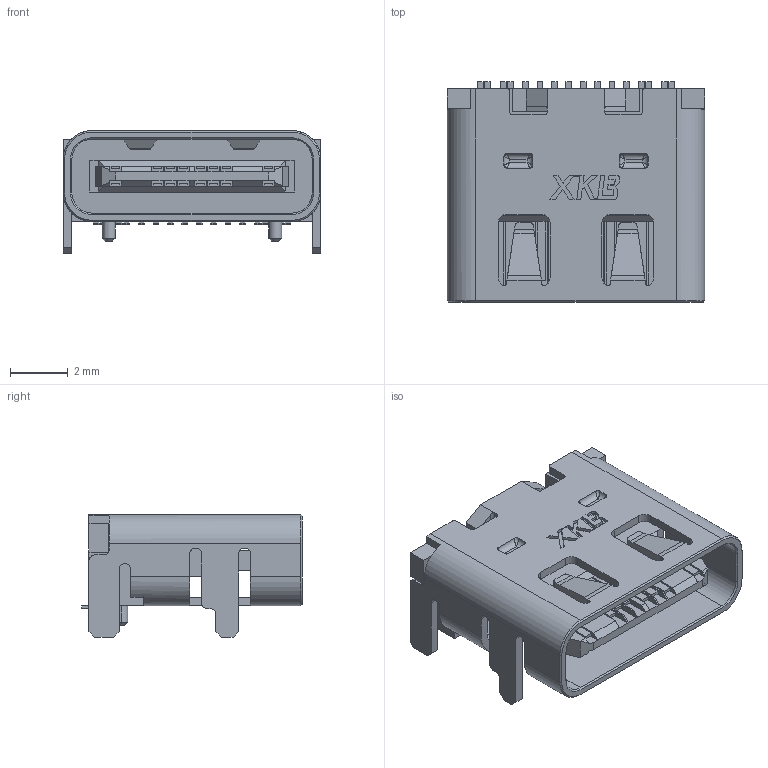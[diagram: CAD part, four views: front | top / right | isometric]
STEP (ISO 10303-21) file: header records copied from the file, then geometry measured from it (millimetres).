
FILE_DESCRIPTION((''),'2;1');
FILE_NAME('JACK-USBC-163SMT-4BLS1735_ASM','2022-11-11T08:50:49',('jirenqiang'),(''),'CREO PARAMETRIC BY PTC INC, 2018050','CREO PARAMETRIC BY PTC INC, 2018050','');
FILE_SCHEMA(('CONFIG_CONTROL_DESIGN'));
Length unit declared in the file: millimetre
Products named in the file (30): COMPOUND; COMPOUND-2; COMPOUND_3; COMPOUND-4; COMPOUND-5; COMPOUND_6_1; COMPOUND_7_1; COMPOUND-8_1; COMPOUND-9_1; COMPOUND-870_10_1; COMPOUND-870_11_1; COMPOUND-870_12_1; COMPOUND-870_13_1; COMPOUND-870_14_1; COMPOUND-870_15_1; COMPOUND-870_16_1; COMPOUND-870_17_1; COMPOUND-870_18_1; COMPOUND-870_19_1; COMPOUND-870_20_1; COMPOUND-870_21_1; COMPOUND-870_22_1; COMPOUND-870_23_1; COMPOUND-870_24_1; COMPOUND-870_25_1; COMPOUND-870_26_1; COMPOUND-870_27_1; COMPOUND-870_28_1; COMPOUND-870_29_1; JACK-USBC-163SMT-4BLS1735_ASM
Assembly tree (29 placements, depth 2):
  JACK-USBC-163SMT-4BLS1735_ASM
    COMPOUND
    COMPOUND-2
    COMPOUND_3
    COMPOUND-4
    COMPOUND-5
    COMPOUND_6_1
    COMPOUND_7_1
    COMPOUND-8_1
    COMPOUND-9_1
    COMPOUND-870_10_1
    COMPOUND-870_11_1
    COMPOUND-870_12_1
    COMPOUND-870_13_1
    COMPOUND-870_14_1
    COMPOUND-870_15_1
    COMPOUND-870_16_1
    COMPOUND-870_17_1
    COMPOUND-870_18_1
    COMPOUND-870_19_1
    COMPOUND-870_20_1
    COMPOUND-870_21_1
    COMPOUND-870_22_1
    COMPOUND-870_23_1
    COMPOUND-870_24_1
    COMPOUND-870_25_1
    COMPOUND-870_26_1
    COMPOUND-870_27_1
    COMPOUND-870_28_1
    COMPOUND-870_29_1
Bounding box: 8.94 x 7.65 x 4.26 mm (x, y, z)
Volume: 113.3 mm3; surface area: 525.6 mm2
Topology: 29 solids, 29 shells, 650 faces, 1665 edges, 1060 vertices
Faces by surface type: plane 510, cylinder 112, bspline 16, cone 12
Entity records: 21648 total; most frequent: CARTESIAN_POINT 5414, ORIENTED_EDGE 3298, DIRECTION 3155, EDGE_CURVE 1649, VECTOR 1389, LINE 1389, VERTEX_POINT 1060, AXIS2_PLACEMENT_3D 883
